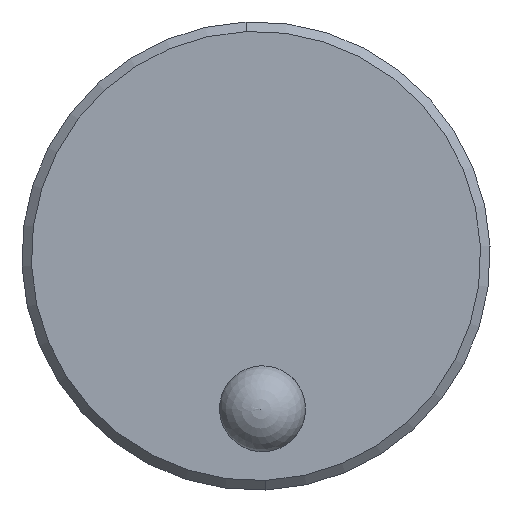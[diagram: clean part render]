
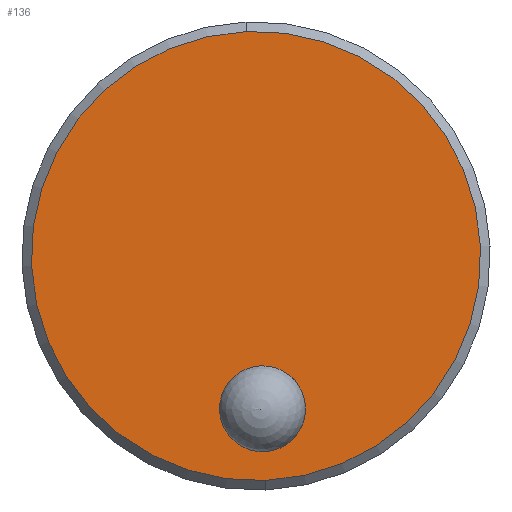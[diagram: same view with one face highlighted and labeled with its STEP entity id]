
A CAD part, left-side view. The second image highlights one B-rep face of the part: STEP entity #136.
In plain terms, the highlighted planar face has unit normal (-1, 0, 0).
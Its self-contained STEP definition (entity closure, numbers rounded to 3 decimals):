
#72 = VERTEX_POINT ( 'NONE', #592 ) ;
#74 = EDGE_CURVE ( 'NONE', #101, #72, #631, .T. ) ;
#97 = VERTEX_POINT ( 'NONE', #674 ) ;
#101 = VERTEX_POINT ( 'NONE', #730 ) ;
#119 = EDGE_LOOP ( 'NONE', ( #120, #181 ) ) ;
#120 = ORIENTED_EDGE ( 'NONE', *, *, #121, .T. ) ;
#121 = EDGE_CURVE ( 'NONE', #97, #247, #712, .T. ) ;
#136 = ADVANCED_FACE ( 'NONE', ( #771, #770 ), #884, .T. ) ;
#168 = EDGE_LOOP ( 'NONE', ( #179, #268 ) ) ;
#179 = ORIENTED_EDGE ( 'NONE', *, *, #191, .F. ) ;
#181 = ORIENTED_EDGE ( 'NONE', *, *, #204, .T. ) ;
#191 = EDGE_CURVE ( 'NONE', #72, #101, #990, .T. ) ;
#204 = EDGE_CURVE ( 'NONE', #247, #97, #1142, .T. ) ;
#247 = VERTEX_POINT ( 'NONE', #1148 ) ;
#268 = ORIENTED_EDGE ( 'NONE', *, *, #74, .F. ) ;
#592 = CARTESIAN_POINT ( 'NONE',  ( -47.837, 1.459, -5.021 ) ) ;
#627 = DIRECTION ( 'NONE',  ( 0., 0.043, 0.999 ) ) ;
#628 = DIRECTION ( 'NONE',  ( -1., 0., 0. ) ) ;
#629 = CARTESIAN_POINT ( 'NONE',  ( -47.837, 1.41, -6.163 ) ) ;
#630 = AXIS2_PLACEMENT_3D ( 'NONE', #629, #628, #627 ) ;
#631 = CIRCLE ( 'NONE', #630, 1.143 ) ;
#674 = CARTESIAN_POINT ( 'NONE',  ( -47.837, 1.329, -8.066 ) ) ;
#708 = DIRECTION ( 'NONE',  ( 0., 0.043, 0.999 ) ) ;
#709 = DIRECTION ( 'NONE',  ( -1., 0., 0. ) ) ;
#710 = CARTESIAN_POINT ( 'NONE',  ( -47.837, 1.583, -2.103 ) ) ;
#711 = AXIS2_PLACEMENT_3D ( 'NONE', #710, #709, #708 ) ;
#712 = CIRCLE ( 'NONE', #711, 5.969 ) ;
#730 = CARTESIAN_POINT ( 'NONE',  ( -47.837, 1.361, -7.305 ) ) ;
#770 = FACE_BOUND ( 'NONE', #168, .T. ) ;
#771 = FACE_OUTER_BOUND ( 'NONE', #119, .T. ) ;
#880 = DIRECTION ( 'NONE',  ( 0., 0.043, 0.999 ) ) ;
#881 = DIRECTION ( 'NONE',  ( -1., 0., 0. ) ) ;
#882 = CARTESIAN_POINT ( 'NONE',  ( -47.837, 1.583, -2.103 ) ) ;
#883 = AXIS2_PLACEMENT_3D ( 'NONE', #882, #881, #880 ) ;
#884 = PLANE ( 'NONE',  #883 ) ;
#986 = DIRECTION ( 'NONE',  ( 0., 0.043, 0.999 ) ) ;
#987 = DIRECTION ( 'NONE',  ( -1., 0., 0. ) ) ;
#988 = CARTESIAN_POINT ( 'NONE',  ( -47.837, 1.41, -6.163 ) ) ;
#989 = AXIS2_PLACEMENT_3D ( 'NONE', #988, #987, #986 ) ;
#990 = CIRCLE ( 'NONE', #989, 1.143 ) ;
#1126 = CARTESIAN_POINT ( 'NONE',  ( -47.837, 1.583, -2.103 ) ) ;
#1141 = AXIS2_PLACEMENT_3D ( 'NONE', #1126, #1235, #1234 ) ;
#1142 = CIRCLE ( 'NONE', #1141, 5.969 ) ;
#1148 = CARTESIAN_POINT ( 'NONE',  ( -47.837, 1.838, 3.861 ) ) ;
#1234 = DIRECTION ( 'NONE',  ( 0., 0.043, 0.999 ) ) ;
#1235 = DIRECTION ( 'NONE',  ( -1., 0., 0. ) ) ;
